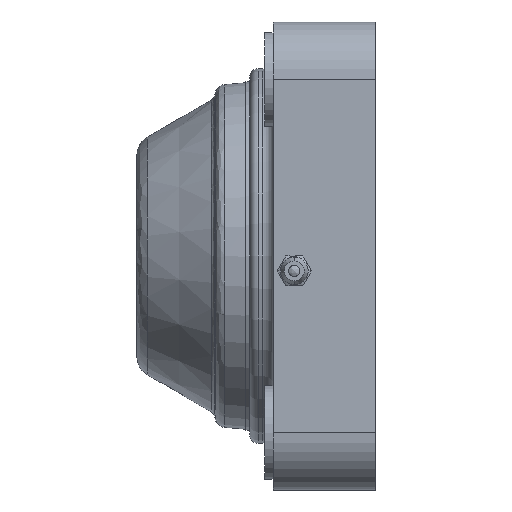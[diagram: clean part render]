
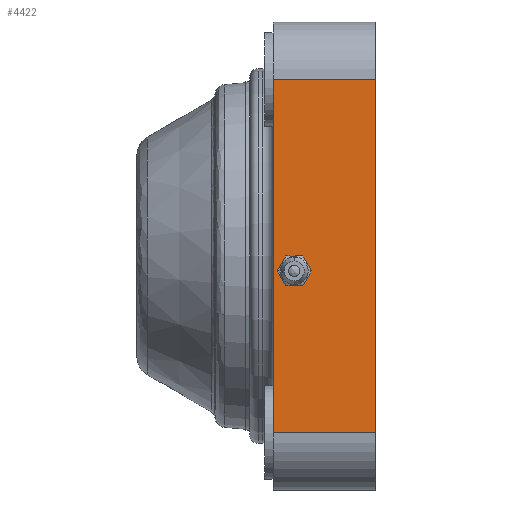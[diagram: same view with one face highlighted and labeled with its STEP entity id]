
A CAD part, left-side view. The second image highlights one B-rep face of the part: STEP entity #4422.
In plain terms, the highlighted planar face has unit normal (-1, 0, 0).
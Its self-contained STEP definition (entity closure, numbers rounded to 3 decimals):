
#512 = DIRECTION ( 'NONE',  ( 0., 0., 1. ) ) ;
#771 = DIRECTION ( 'NONE',  ( 0., 1., 0. ) ) ;
#810 = CARTESIAN_POINT ( 'NONE',  ( -55., -24., -41.5 ) ) ;
#1021 = ORIENTED_EDGE ( 'NONE', *, *, #8264, .F. ) ;
#1033 = DIRECTION ( 'NONE',  ( 0., 0., 1. ) ) ;
#1336 = CARTESIAN_POINT ( 'NONE',  ( -55., -24., 41.5 ) ) ;
#1551 = VECTOR ( 'NONE', #771, 1000. ) ;
#1588 = VECTOR ( 'NONE', #1033, 1000. ) ;
#1946 = CARTESIAN_POINT ( 'NONE',  ( -55., 0., 41.5 ) ) ;
#1952 = VERTEX_POINT ( 'NONE', #1946 ) ;
#2048 = EDGE_LOOP ( 'NONE', ( #1021, #8049, #5663, #6285 ) ) ;
#2191 = FACE_OUTER_BOUND ( 'NONE', #2048, .T. ) ;
#2255 = DIRECTION ( 'NONE',  ( 0., 1., 0. ) ) ;
#2489 = DIRECTION ( 'NONE',  ( 0., 0., 1. ) ) ;
#2887 = VERTEX_POINT ( 'NONE', #1336 ) ;
#3052 = VECTOR ( 'NONE', #2255, 1000. ) ;
#3415 = CARTESIAN_POINT ( 'NONE',  ( -55., 0., -41.5 ) ) ;
#3719 = DIRECTION ( 'NONE',  ( -1., 0., 0. ) ) ;
#4044 = EDGE_CURVE ( 'NONE', #7483, #4693, #6561, .T. ) ;
#4219 = LINE ( 'NONE', #6834, #1588 ) ;
#4422 = ADVANCED_FACE ( 'NONE', ( #2191 ), #4788, .T. ) ;
#4543 = VECTOR ( 'NONE', #512, 1000. ) ;
#4693 = VERTEX_POINT ( 'NONE', #3415 ) ;
#4788 = PLANE ( 'NONE',  #5372 ) ;
#5372 = AXIS2_PLACEMENT_3D ( 'NONE', #7333, #3719, #2489 ) ;
#5646 = EDGE_CURVE ( 'NONE', #2887, #1952, #8115, .T. ) ;
#5663 = ORIENTED_EDGE ( 'NONE', *, *, #6613, .T. ) ;
#6076 = CARTESIAN_POINT ( 'NONE',  ( -55., -24., -41.5 ) ) ;
#6285 = ORIENTED_EDGE ( 'NONE', *, *, #5646, .T. ) ;
#6324 = LINE ( 'NONE', #7633, #4543 ) ;
#6561 = LINE ( 'NONE', #810, #1551 ) ;
#6613 = EDGE_CURVE ( 'NONE', #7483, #2887, #4219, .T. ) ;
#6660 = CARTESIAN_POINT ( 'NONE',  ( -55., -24., 41.5 ) ) ;
#6834 = CARTESIAN_POINT ( 'NONE',  ( -55., -24., -41.5 ) ) ;
#7333 = CARTESIAN_POINT ( 'NONE',  ( -55., -24., -41.5 ) ) ;
#7483 = VERTEX_POINT ( 'NONE', #6076 ) ;
#7633 = CARTESIAN_POINT ( 'NONE',  ( -55., 0., -41.5 ) ) ;
#8049 = ORIENTED_EDGE ( 'NONE', *, *, #4044, .F. ) ;
#8115 = LINE ( 'NONE', #6660, #3052 ) ;
#8264 = EDGE_CURVE ( 'NONE', #4693, #1952, #6324, .T. ) ;
